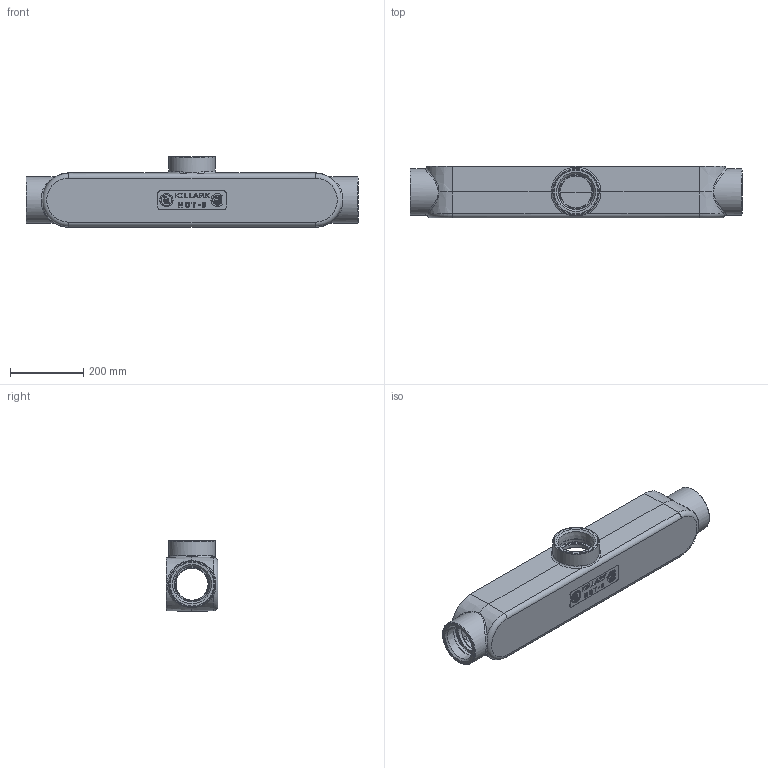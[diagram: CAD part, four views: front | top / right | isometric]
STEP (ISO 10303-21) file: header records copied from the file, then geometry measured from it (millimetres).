
FILE_DESCRIPTION(/* description */ (''),/* implementation_level */ '2;1');
FILE_NAME(/* name */ 'KIL_MOT-9.stp',/* time_stamp */ '2020-06-12T17:17:08+06:00',/* author */ ('kr'),/* organization */ (''),/* preprocessor_version */ 'ST-DEVELOPER v18',/* originating_system */ 'Autodesk Inventor 2020',/* authorisation */ '');
FILE_SCHEMA (('AUTOMOTIVE_DESIGN { 1 0 10303 214 3 1 1 }'));
Length unit declared in the file: inch
Products named in the file (1): 21317
Bounding box: 908.05 x 141.29 x 193.68 mm (x, y, z)
Volume: 3997435.3 mm3; surface area: 801996.5 mm2
Topology: 1 solids, 1 shells, 653 faces, 1730 edges, 1107 vertices
Faces by surface type: plane 271, bspline 225, cone 71, cylinder 71, torus 15
Full cylindrical faces by diameter (mm): 87.579 x3, 101.879 x3, 127 x3
Entity records: 31910 total; most frequent: CARTESIAN_POINT 16966, ORIENTED_EDGE 3444, DIRECTION 2541, EDGE_CURVE 1722, VERTEX_POINT 1107, AXIS2_PLACEMENT_3D 855, LINE 831, VECTOR 831
